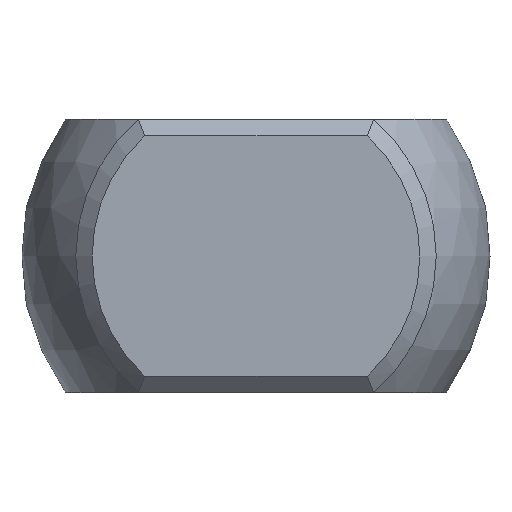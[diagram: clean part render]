
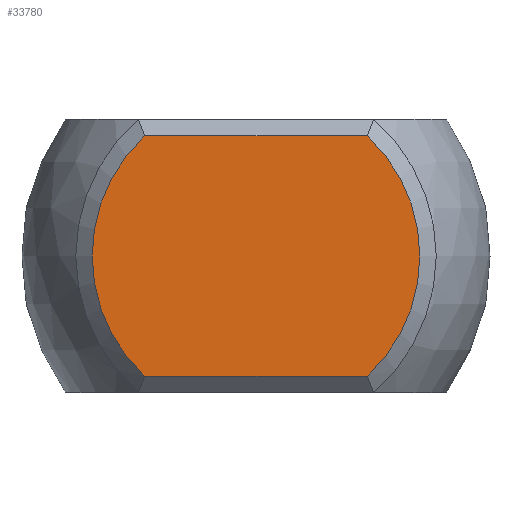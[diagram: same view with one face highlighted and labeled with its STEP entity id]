
A CAD part, left-side view. The second image highlights one B-rep face of the part: STEP entity #33780.
In plain terms, the highlighted planar face has unit normal (-1, 0, 0).
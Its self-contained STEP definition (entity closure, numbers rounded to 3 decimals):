
#32202 = PLANE('',#32203);
#32203 = AXIS2_PLACEMENT_3D('',#32204,#32205,#32206);
#32204 = CARTESIAN_POINT('',(-12.35,4.775,2.35));
#32205 = DIRECTION('',(-0.707,0.,0.707));
#32206 = DIRECTION('',(0.707,0.,0.707));
#33414 = CONICAL_SURFACE('',#33415,3.15,0.785);
#33415 = AXIS2_PLACEMENT_3D('',#33416,#33417,#33418);
#33416 = CARTESIAN_POINT('',(-12.35,0.,0.));
#33417 = DIRECTION('',(1.,0.,0.));
#33418 = DIRECTION('',(0.,-1.,0.));
#33434 = VERTEX_POINT('',#33435);
#33435 = CARTESIAN_POINT('',(-12.5,-2.04,2.2));
#33457 = EDGE_CURVE('',#33434,#33458,#33460,.T.);
#33458 = VERTEX_POINT('',#33459);
#33459 = CARTESIAN_POINT('',(-12.5,-2.04,-2.2));
#33460 = SURFACE_CURVE('',#33461,(#33466,#33473),.PCURVE_S1.);
#33461 = CIRCLE('',#33462,3.);
#33462 = AXIS2_PLACEMENT_3D('',#33463,#33464,#33465);
#33463 = CARTESIAN_POINT('',(-12.5,0.,0.));
#33464 = DIRECTION('',(1.,0.,0.));
#33465 = DIRECTION('',(0.,-1.,0.));
#33466 = PCURVE('',#33414,#33467);
#33467 = DEFINITIONAL_REPRESENTATION('',(#33468),#33472);
#33468 = LINE('',#33469,#33470);
#33469 = CARTESIAN_POINT('',(-6.283,-0.15));
#33470 = VECTOR('',#33471,1.);
#33471 = DIRECTION('',(1.,0.));
#33472 = ( GEOMETRIC_REPRESENTATION_CONTEXT(2) 
PARAMETRIC_REPRESENTATION_CONTEXT() REPRESENTATION_CONTEXT('2D SPACE',''
  ) );
#33473 = PCURVE('',#33474,#33479);
#33474 = PLANE('',#33475);
#33475 = AXIS2_PLACEMENT_3D('',#33476,#33477,#33478);
#33476 = CARTESIAN_POINT('',(-12.5,3.3,0.));
#33477 = DIRECTION('',(-1.,0.,0.));
#33478 = DIRECTION('',(0.,0.,1.));
#33479 = DEFINITIONAL_REPRESENTATION('',(#33480),#33488);
#33480 = ( BOUNDED_CURVE() B_SPLINE_CURVE(2,(#33481,#33482,#33483,#33484
    ,#33485,#33486,#33487),.UNSPECIFIED.,.T.,.F.) 
B_SPLINE_CURVE_WITH_KNOTS((1,2,2,2,2,1),(-2.094,0.,
    2.094,4.189,6.283,8.378),
.UNSPECIFIED.) CURVE() GEOMETRIC_REPRESENTATION_ITEM() 
RATIONAL_B_SPLINE_CURVE((1.,0.5,1.,0.5,1.,0.5,1.)) REPRESENTATION_ITEM(
  '') );
#33481 = CARTESIAN_POINT('',(0.,-6.3));
#33482 = CARTESIAN_POINT('',(-5.196,-6.3));
#33483 = CARTESIAN_POINT('',(-2.598,-1.8));
#33484 = CARTESIAN_POINT('',(0.,2.7));
#33485 = CARTESIAN_POINT('',(2.598,-1.8));
#33486 = CARTESIAN_POINT('',(5.196,-6.3));
#33487 = CARTESIAN_POINT('',(0.,-6.3));
#33488 = ( GEOMETRIC_REPRESENTATION_CONTEXT(2) 
PARAMETRIC_REPRESENTATION_CONTEXT() REPRESENTATION_CONTEXT('2D SPACE',''
  ) );
#33504 = PLANE('',#33505);
#33505 = AXIS2_PLACEMENT_3D('',#33506,#33507,#33508);
#33506 = CARTESIAN_POINT('',(-12.35,-1.475,-2.35));
#33507 = DIRECTION('',(-0.707,0.,-0.707));
#33508 = DIRECTION('',(-0.707,0.,0.707));
#33522 = VERTEX_POINT('',#33523);
#33523 = CARTESIAN_POINT('',(-12.5,2.04,2.2));
#33539 = CONICAL_SURFACE('',#33540,3.15,0.785);
#33540 = AXIS2_PLACEMENT_3D('',#33541,#33542,#33543);
#33541 = CARTESIAN_POINT('',(-12.35,0.,0.));
#33542 = DIRECTION('',(1.,0.,0.));
#33543 = DIRECTION('',(-0.,1.,0.));
#33550 = EDGE_CURVE('',#33522,#33434,#33551,.T.);
#33551 = SURFACE_CURVE('',#33552,(#33556,#33563),.PCURVE_S1.);
#33552 = LINE('',#33553,#33554);
#33553 = CARTESIAN_POINT('',(-12.5,4.775,2.2));
#33554 = VECTOR('',#33555,1.);
#33555 = DIRECTION('',(0.,-1.,0.));
#33556 = PCURVE('',#32202,#33557);
#33557 = DEFINITIONAL_REPRESENTATION('',(#33558),#33562);
#33558 = LINE('',#33559,#33560);
#33559 = CARTESIAN_POINT('',(-0.212,0.));
#33560 = VECTOR('',#33561,1.);
#33561 = DIRECTION('',(0.,-1.));
#33562 = ( GEOMETRIC_REPRESENTATION_CONTEXT(2) 
PARAMETRIC_REPRESENTATION_CONTEXT() REPRESENTATION_CONTEXT('2D SPACE',''
  ) );
#33563 = PCURVE('',#33474,#33564);
#33564 = DEFINITIONAL_REPRESENTATION('',(#33565),#33569);
#33565 = LINE('',#33566,#33567);
#33566 = CARTESIAN_POINT('',(2.2,1.475));
#33567 = VECTOR('',#33568,1.);
#33568 = DIRECTION('',(0.,-1.));
#33569 = ( GEOMETRIC_REPRESENTATION_CONTEXT(2) 
PARAMETRIC_REPRESENTATION_CONTEXT() REPRESENTATION_CONTEXT('2D SPACE',''
  ) );
#33600 = VERTEX_POINT('',#33601);
#33601 = CARTESIAN_POINT('',(-12.5,2.04,-2.2));
#33623 = EDGE_CURVE('',#33600,#33522,#33624,.T.);
#33624 = SURFACE_CURVE('',#33625,(#33630,#33637),.PCURVE_S1.);
#33625 = CIRCLE('',#33626,3.);
#33626 = AXIS2_PLACEMENT_3D('',#33627,#33628,#33629);
#33627 = CARTESIAN_POINT('',(-12.5,0.,0.));
#33628 = DIRECTION('',(1.,0.,0.));
#33629 = DIRECTION('',(-0.,1.,0.));
#33630 = PCURVE('',#33539,#33631);
#33631 = DEFINITIONAL_REPRESENTATION('',(#33632),#33636);
#33632 = LINE('',#33633,#33634);
#33633 = CARTESIAN_POINT('',(-6.283,-0.15));
#33634 = VECTOR('',#33635,1.);
#33635 = DIRECTION('',(1.,0.));
#33636 = ( GEOMETRIC_REPRESENTATION_CONTEXT(2) 
PARAMETRIC_REPRESENTATION_CONTEXT() REPRESENTATION_CONTEXT('2D SPACE',''
  ) );
#33637 = PCURVE('',#33474,#33638);
#33638 = DEFINITIONAL_REPRESENTATION('',(#33639),#33647);
#33639 = ( BOUNDED_CURVE() B_SPLINE_CURVE(2,(#33640,#33641,#33642,#33643
    ,#33644,#33645,#33646),.UNSPECIFIED.,.T.,.F.) 
B_SPLINE_CURVE_WITH_KNOTS((1,2,2,2,2,1),(-2.094,0.,
    2.094,4.189,6.283,8.378),
.UNSPECIFIED.) CURVE() GEOMETRIC_REPRESENTATION_ITEM() 
RATIONAL_B_SPLINE_CURVE((1.,0.5,1.,0.5,1.,0.5,1.)) REPRESENTATION_ITEM(
  '') );
#33640 = CARTESIAN_POINT('',(0.,-0.3));
#33641 = CARTESIAN_POINT('',(5.196,-0.3));
#33642 = CARTESIAN_POINT('',(2.598,-4.8));
#33643 = CARTESIAN_POINT('',(0.,-9.3));
#33644 = CARTESIAN_POINT('',(-2.598,-4.8));
#33645 = CARTESIAN_POINT('',(-5.196,-0.3));
#33646 = CARTESIAN_POINT('',(0.,-0.3));
#33647 = ( GEOMETRIC_REPRESENTATION_CONTEXT(2) 
PARAMETRIC_REPRESENTATION_CONTEXT() REPRESENTATION_CONTEXT('2D SPACE',''
  ) );
#33653 = EDGE_CURVE('',#33458,#33600,#33654,.T.);
#33654 = SURFACE_CURVE('',#33655,(#33659,#33666),.PCURVE_S1.);
#33655 = LINE('',#33656,#33657);
#33656 = CARTESIAN_POINT('',(-12.5,-1.475,-2.2));
#33657 = VECTOR('',#33658,1.);
#33658 = DIRECTION('',(0.,1.,0.));
#33659 = PCURVE('',#33504,#33660);
#33660 = DEFINITIONAL_REPRESENTATION('',(#33661),#33665);
#33661 = LINE('',#33662,#33663);
#33662 = CARTESIAN_POINT('',(0.212,0.));
#33663 = VECTOR('',#33664,1.);
#33664 = DIRECTION('',(0.,1.));
#33665 = ( GEOMETRIC_REPRESENTATION_CONTEXT(2) 
PARAMETRIC_REPRESENTATION_CONTEXT() REPRESENTATION_CONTEXT('2D SPACE',''
  ) );
#33666 = PCURVE('',#33474,#33667);
#33667 = DEFINITIONAL_REPRESENTATION('',(#33668),#33672);
#33668 = LINE('',#33669,#33670);
#33669 = CARTESIAN_POINT('',(-2.2,-4.775));
#33670 = VECTOR('',#33671,1.);
#33671 = DIRECTION('',(0.,1.));
#33672 = ( GEOMETRIC_REPRESENTATION_CONTEXT(2) 
PARAMETRIC_REPRESENTATION_CONTEXT() REPRESENTATION_CONTEXT('2D SPACE',''
  ) );
#33780 = ADVANCED_FACE('',(#33781),#33474,.T.);
#33781 = FACE_BOUND('',#33782,.T.);
#33782 = EDGE_LOOP('',(#33783,#33784,#33785,#33786));
#33783 = ORIENTED_EDGE('',*,*,#33457,.F.);
#33784 = ORIENTED_EDGE('',*,*,#33550,.F.);
#33785 = ORIENTED_EDGE('',*,*,#33623,.F.);
#33786 = ORIENTED_EDGE('',*,*,#33653,.F.);
